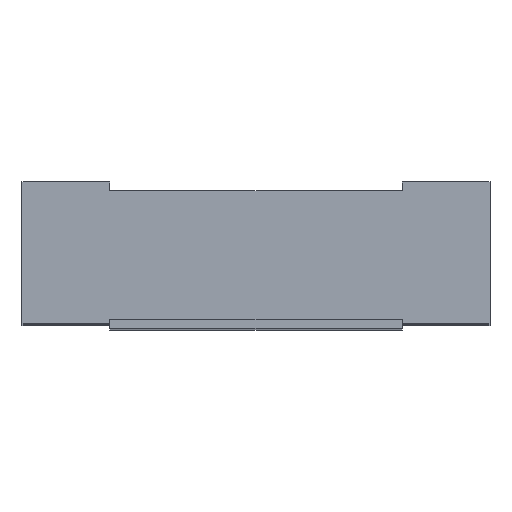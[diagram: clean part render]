
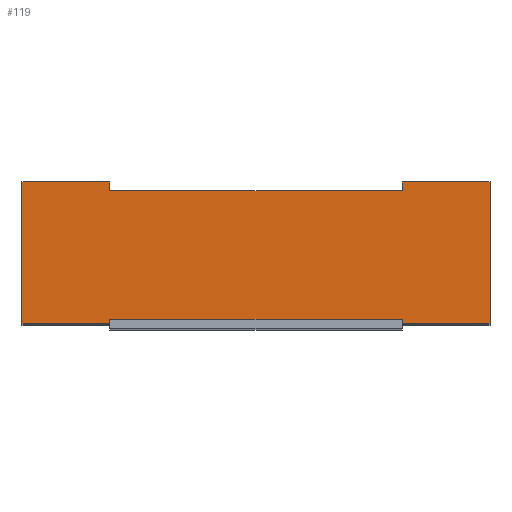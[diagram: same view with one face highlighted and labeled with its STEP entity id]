
A CAD part, top view. The second image highlights one B-rep face of the part: STEP entity #119.
In plain terms, the highlighted planar face has unit normal (0, 0, 1).
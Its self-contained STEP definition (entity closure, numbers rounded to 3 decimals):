
#119=ADVANCED_FACE('',(#369),#370,.T.);
#369=FACE_OUTER_BOUND('',#721,.T.);
#370=PLANE('',#722);
#721=EDGE_LOOP('',(#1616,#1617,#1618,#1619,#1620,#1621,#1622,#1623,#1624,#1625,#1626,#1627));
#722=AXIS2_PLACEMENT_3D('',#1628,#1629,#1630);
#1616=ORIENTED_EDGE('',*,*,#2861,.F.);
#1617=ORIENTED_EDGE('',*,*,#2811,.F.);
#1618=ORIENTED_EDGE('',*,*,#2862,.T.);
#1619=ORIENTED_EDGE('',*,*,#2863,.T.);
#1620=ORIENTED_EDGE('',*,*,#2737,.F.);
#1621=ORIENTED_EDGE('',*,*,#2796,.F.);
#1622=ORIENTED_EDGE('',*,*,#2625,.T.);
#1623=ORIENTED_EDGE('',*,*,#2829,.T.);
#1624=ORIENTED_EDGE('',*,*,#2765,.F.);
#1625=ORIENTED_EDGE('',*,*,#2864,.F.);
#1626=ORIENTED_EDGE('',*,*,#2865,.T.);
#1627=ORIENTED_EDGE('',*,*,#2841,.F.);
#1628=CARTESIAN_POINT('',(0.0,0.0,3.8));
#1629=DIRECTION('',(0.0,0.0,1.0));
#1630=DIRECTION('',(1.0,0.0,0.0));
#2625=EDGE_CURVE('',#3260,#3265,#3267,.T.);
#2737=EDGE_CURVE('',#3460,#3462,#3463,.T.);
#2765=EDGE_CURVE('',#3512,#3514,#3515,.T.);
#2796=EDGE_CURVE('',#3260,#3460,#3553,.T.);
#2811=EDGE_CURVE('',#3579,#3581,#3582,.T.);
#2829=EDGE_CURVE('',#3265,#3514,#3612,.T.);
#2841=EDGE_CURVE('',#3633,#3635,#3636,.T.);
#2861=EDGE_CURVE('',#3581,#3633,#3674,.T.);
#2862=EDGE_CURVE('',#3579,#3675,#3676,.T.);
#2863=EDGE_CURVE('',#3675,#3462,#3677,.T.);
#2864=EDGE_CURVE('',#3678,#3512,#3679,.T.);
#2865=EDGE_CURVE('',#3678,#3635,#3680,.T.);
#3260=VERTEX_POINT('',#4215);
#3265=VERTEX_POINT('',#4222);
#3267=LINE('',#4225,#4226);
#3460=VERTEX_POINT('',#4525);
#3462=VERTEX_POINT('',#4528);
#3463=LINE('',#4529,#4530);
#3512=VERTEX_POINT('',#4605);
#3514=VERTEX_POINT('',#4608);
#3515=LINE('',#4609,#4610);
#3553=LINE('',#4678,#4679);
#3579=VERTEX_POINT('',#4718);
#3581=VERTEX_POINT('',#4721);
#3582=LINE('',#4722,#4723);
#3612=LINE('',#4770,#4771);
#3633=VERTEX_POINT('',#4802);
#3635=VERTEX_POINT('',#4805);
#3636=LINE('',#4806,#4807);
#3674=LINE('',#4864,#4865);
#3675=VERTEX_POINT('',#4866);
#3676=LINE('',#4867,#4868);
#3677=LINE('',#4869,#4870);
#3678=VERTEX_POINT('',#4871);
#3679=LINE('',#4872,#4873);
#3680=LINE('',#4874,#4875);
#4215=CARTESIAN_POINT('',(-0.5,-0.228,3.8));
#4222=CARTESIAN_POINT('',(0.5,-0.228,3.8));
#4225=CARTESIAN_POINT('',(-0.5,-0.228,3.8));
#4226=VECTOR('',#5405,1.0);
#4525=CARTESIAN_POINT('',(-0.5,-0.243,3.8));
#4528=CARTESIAN_POINT('',(-0.8,-0.243,3.8));
#4529=CARTESIAN_POINT('',(-0.5,-0.243,3.8));
#4530=VECTOR('',#5525,0.3);
#4605=CARTESIAN_POINT('',(0.8,-0.243,3.8));
#4608=CARTESIAN_POINT('',(0.5,-0.243,3.8));
#4609=CARTESIAN_POINT('',(0.8,-0.243,3.8));
#4610=VECTOR('',#5553,0.3);
#4678=CARTESIAN_POINT('',(-0.5,-0.228,3.8));
#4679=VECTOR('',#5584,0.015);
#4718=CARTESIAN_POINT('',(-0.5,0.243,3.8));
#4721=CARTESIAN_POINT('',(-0.5,0.213,3.8));
#4722=CARTESIAN_POINT('',(-0.5,0.243,3.8));
#4723=VECTOR('',#5599,0.03);
#4770=CARTESIAN_POINT('',(0.5,-0.228,3.8));
#4771=VECTOR('',#5617,0.015);
#4802=CARTESIAN_POINT('',(0.5,0.213,3.8));
#4805=CARTESIAN_POINT('',(0.5,0.243,3.8));
#4806=CARTESIAN_POINT('',(0.5,0.213,3.8));
#4807=VECTOR('',#5629,0.03);
#4864=CARTESIAN_POINT('',(-0.5,0.213,3.8));
#4865=VECTOR('',#5649,1.0);
#4866=CARTESIAN_POINT('',(-0.8,0.243,3.8));
#4867=CARTESIAN_POINT('',(-0.5,0.243,3.8));
#4868=VECTOR('',#5650,0.3);
#4869=CARTESIAN_POINT('',(-0.8,0.243,3.8));
#4870=VECTOR('',#5651,0.485);
#4871=CARTESIAN_POINT('',(0.8,0.243,3.8));
#4872=CARTESIAN_POINT('',(0.8,0.243,3.8));
#4873=VECTOR('',#5652,0.485);
#4874=CARTESIAN_POINT('',(0.8,0.243,3.8));
#4875=VECTOR('',#5653,0.3);
#5405=DIRECTION('',(1.0,0.0,0.0));
#5525=DIRECTION('',(-1.0,0.0,0.0));
#5553=DIRECTION('',(-1.0,0.0,0.0));
#5584=DIRECTION('',(0.0,-1.0,0.0));
#5599=DIRECTION('',(0.,-1.0,0.0));
#5617=DIRECTION('',(0.0,-1.0,0.));
#5629=DIRECTION('',(0.,1.0,0.));
#5649=DIRECTION('',(1.0,0.0,0.0));
#5650=DIRECTION('',(-1.0,0.0,0.0));
#5651=DIRECTION('',(0.0,-1.0,0.0));
#5652=DIRECTION('',(0.0,-1.0,0.0));
#5653=DIRECTION('',(-1.0,0.0,0.0));
